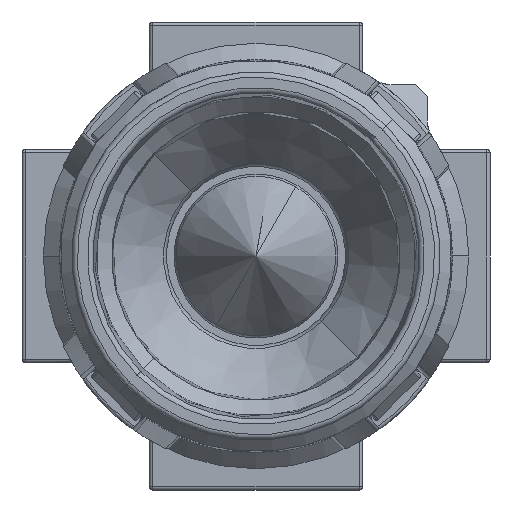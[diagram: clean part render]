
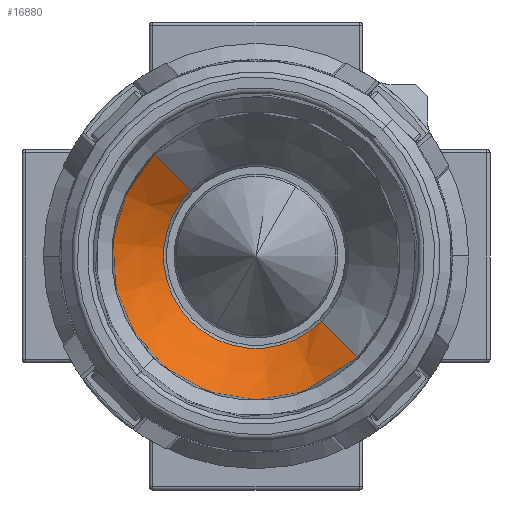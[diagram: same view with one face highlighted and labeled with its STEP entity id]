
A CAD part, front view. The second image highlights one B-rep face of the part: STEP entity #16880.
In plain terms, the highlighted conical face has half-angle 36.029 degrees and reference radius 11.094 mm.
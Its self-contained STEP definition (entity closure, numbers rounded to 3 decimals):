
#5518=CARTESIAN_POINT('',(0.,-82.,0.));
#5519=DIRECTION('',(0.,-1.,0.));
#5520=DIRECTION('',(-0.707,0.,0.707));
#5521=AXIS2_PLACEMENT_3D('',#5518,#5519,#5520);
#5528=CARTESIAN_POINT('',(0.,-75.382,
0.));
#5529=DIRECTION('',(0.,-1.,0.));
#5530=DIRECTION('',(-0.707,0.,0.707));
#5531=AXIS2_PLACEMENT_3D('',#5528,#5529,#5530);
#5533=DIRECTION('',(-0.416,0.809,0.416));
#5534=VECTOR('',#5533,8.183);
#5535=CARTESIAN_POINT('',(9.546,-82.,-9.546));
#5536=LINE('',#5535,#5534);
#5542=DIRECTION('',(-0.416,-0.809,0.416));
#5543=VECTOR('',#5542,8.183);
#5544=CARTESIAN_POINT('',(-6.143,-75.382,
6.143));
#5545=LINE('',#5544,#5543);
#8855=CARTESIAN_POINT('',(-9.546,-82.,9.546));
#8856=CARTESIAN_POINT('',(9.546,-82.,-9.546));
#8857=VERTEX_POINT('',#8855);
#8858=VERTEX_POINT('',#8856);
#9067=CARTESIAN_POINT('',(6.143,-75.382,
-6.143));
#9068=CARTESIAN_POINT('',(-6.143,-75.382,
6.143));
#9069=VERTEX_POINT('',#9067);
#9070=VERTEX_POINT('',#9068);
#16866=CARTESIAN_POINT('',(0.,-78.691,
0.));
#16867=DIRECTION('',(0.,-1.,0.));
#16868=DIRECTION('',(-0.707,0.,0.707));
#16869=AXIS2_PLACEMENT_3D('',#16866,#16867,#16868);
#16870=CONICAL_SURFACE('',#16869,11.093,36.029);
#16871=ORIENTED_EDGE('',*,*,#16852,.F.);
#16873=ORIENTED_EDGE('',*,*,#16872,.F.);
#16875=ORIENTED_EDGE('',*,*,#16874,.T.);
#16877=ORIENTED_EDGE('',*,*,#16876,.F.);
#16878=EDGE_LOOP('',(#16871,#16873,#16875,#16877));
#16879=FACE_OUTER_BOUND('',#16878,.F.);
#5522=CIRCLE('',#5521,13.5);
#5532=CIRCLE('',#5531,8.687);
#16852=EDGE_CURVE('',#8857,#8858,#5522,.T.);
#16872=EDGE_CURVE('',#9070,#8857,#5545,.T.);
#16874=EDGE_CURVE('',#9070,#9069,#5532,.T.);
#16876=EDGE_CURVE('',#8858,#9069,#5536,.T.);
#16880=ADVANCED_FACE('',(#16879),#16870,.F.);
